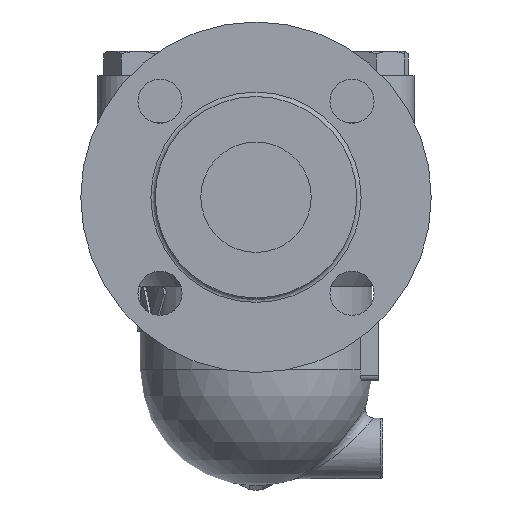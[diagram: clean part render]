
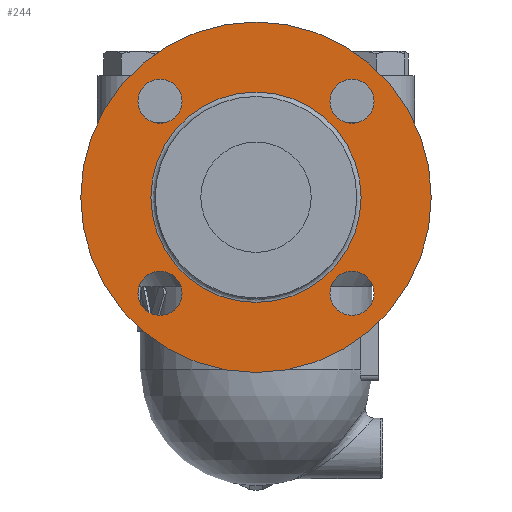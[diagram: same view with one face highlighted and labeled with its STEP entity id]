
A CAD part, left-side view. The second image highlights one B-rep face of the part: STEP entity #244.
In plain terms, the highlighted planar face has unit normal (-1, 0, 0).
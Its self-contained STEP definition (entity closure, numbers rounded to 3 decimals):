
#158=CARTESIAN_POINT('',(-133.4,0.,11.1));
#159=VERTEX_POINT('',#158);
#160=CARTESIAN_POINT('',(-133.4,0.0,-27.));
#161=DIRECTION('',(-1.0,0.0,0.0));
#162=DIRECTION('',(0.0,0.0,-1.0));
#163=AXIS2_PLACEMENT_3D('',#160,#161,#162);
#164=CIRCLE('',#163,38.1);
#165=EDGE_CURVE('',#159,#159,#164,.T.);
#181=CARTESIAN_POINT('',(-133.4,0.0,23.));
#182=DIRECTION('',(-1.0,0.0,0.0));
#183=DIRECTION('',(0.0,0.0,1.0));
#184=AXIS2_PLACEMENT_3D('',#181,#182,#183);
#185=PLANE('',#184);
#186=CARTESIAN_POINT('',(-133.4,0.0,36.5));
#187=VERTEX_POINT('',#186);
#188=CARTESIAN_POINT('',(-133.4,0.0,-27.));
#189=DIRECTION('',(-1.0,0.0,0.0));
#190=DIRECTION('',(0.0,0.0,1.0));
#191=AXIS2_PLACEMENT_3D('',#188,#189,#190);
#192=CIRCLE('',#191,63.5);
#193=EDGE_CURVE('',#187,#187,#192,.T.);
#194=ORIENTED_EDGE('',*,*,#193,.T.);
#195=EDGE_LOOP('',(#194));
#196=FACE_OUTER_BOUND('',#195,.T.);
#197=CARTESIAN_POINT('',(-133.4,34.79,15.79));
#198=VERTEX_POINT('',#197);
#199=CARTESIAN_POINT('',(-133.4,34.79,7.79));
#200=DIRECTION('',(1.0,0.0,0.0));
#201=DIRECTION('',(0.0,0.0,1.0));
#202=AXIS2_PLACEMENT_3D('',#199,#200,#201);
#203=CIRCLE('',#202,8.0);
#204=EDGE_CURVE('',#198,#198,#203,.T.);
#205=ORIENTED_EDGE('',*,*,#204,.T.);
#206=EDGE_LOOP('',(#205));
#207=FACE_BOUND('',#206,.T.);
#208=CARTESIAN_POINT('',(-133.4,42.79,-61.79));
#209=VERTEX_POINT('',#208);
#210=CARTESIAN_POINT('',(-133.4,34.79,-61.79));
#211=DIRECTION('',(1.0,0.0,0.0));
#212=DIRECTION('',(0.0,1.0,0.0));
#213=AXIS2_PLACEMENT_3D('',#210,#211,#212);
#214=CIRCLE('',#213,8.0);
#215=EDGE_CURVE('',#209,#209,#214,.T.);
#216=ORIENTED_EDGE('',*,*,#215,.T.);
#217=EDGE_LOOP('',(#216));
#218=FACE_BOUND('',#217,.T.);
#219=CARTESIAN_POINT('',(-133.4,-34.79,-69.79));
#220=VERTEX_POINT('',#219);
#221=CARTESIAN_POINT('',(-133.4,-34.79,-61.79));
#222=DIRECTION('',(1.0,0.0,0.0));
#223=DIRECTION('',(0.0,0.0,-1.0));
#224=AXIS2_PLACEMENT_3D('',#221,#222,#223);
#225=CIRCLE('',#224,8.0);
#226=EDGE_CURVE('',#220,#220,#225,.T.);
#227=ORIENTED_EDGE('',*,*,#226,.T.);
#228=EDGE_LOOP('',(#227));
#229=FACE_BOUND('',#228,.T.);
#230=CARTESIAN_POINT('',(-133.4,-42.79,7.79));
#231=VERTEX_POINT('',#230);
#232=CARTESIAN_POINT('',(-133.4,-34.79,7.79));
#233=DIRECTION('',(1.0,0.0,0.0));
#234=DIRECTION('',(0.0,-1.0,0.0));
#235=AXIS2_PLACEMENT_3D('',#232,#233,#234);
#236=CIRCLE('',#235,8.0);
#237=EDGE_CURVE('',#231,#231,#236,.T.);
#238=ORIENTED_EDGE('',*,*,#237,.T.);
#239=EDGE_LOOP('',(#238));
#240=FACE_BOUND('',#239,.T.);
#241=ORIENTED_EDGE('',*,*,#165,.F.);
#242=EDGE_LOOP('',(#241));
#243=FACE_BOUND('',#242,.T.);
#244=ADVANCED_FACE('',(#196,#207,#218,#229,#240,#243),#185,.T.);
